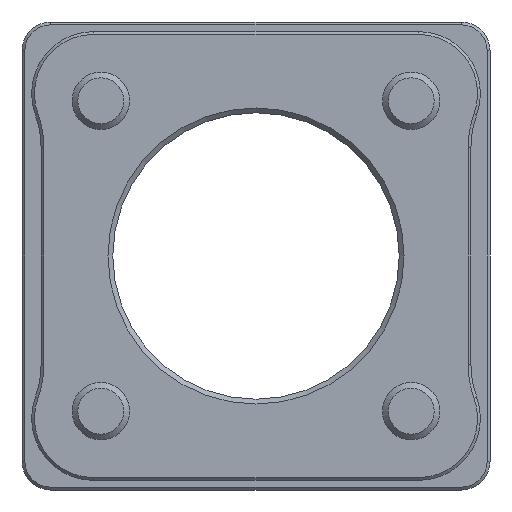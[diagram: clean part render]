
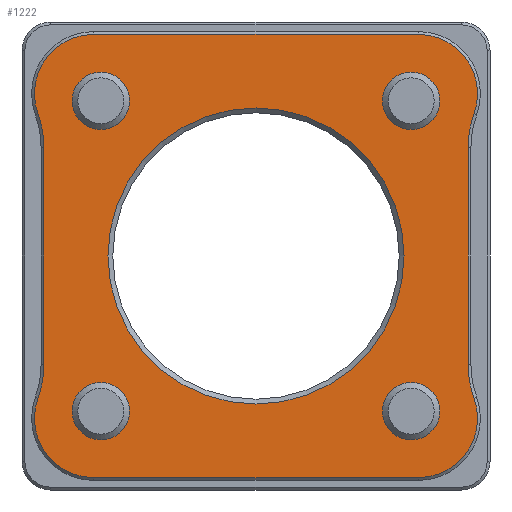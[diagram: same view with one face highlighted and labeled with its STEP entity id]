
A CAD part, front view. The second image highlights one B-rep face of the part: STEP entity #1222.
In plain terms, the highlighted planar face has unit normal (0, -1, 0).
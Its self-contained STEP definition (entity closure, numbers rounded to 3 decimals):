
#46=LINE('',#1930,#130);
#47=LINE('',#1936,#131);
#48=LINE('',#1942,#132);
#49=LINE('',#1948,#133);
#130=VECTOR('',#1497,34.);
#131=VECTOR('',#1502,22.651);
#132=VECTOR('',#1507,34.);
#133=VECTOR('',#1512,22.651);
#214=PLANE('',#1316);
#252=FACE_BOUND('',#378,.T.);
#253=FACE_BOUND('',#379,.T.);
#254=FACE_BOUND('',#380,.T.);
#255=FACE_BOUND('',#381,.T.);
#256=FACE_BOUND('',#382,.T.);
#286=FACE_OUTER_BOUND('',#377,.T.);
#377=EDGE_LOOP('',(#865,#866,#867,#868,#869,#870,#871,#872,#873,#874,#875,
#876));
#378=EDGE_LOOP('',(#877));
#379=EDGE_LOOP('',(#878));
#380=EDGE_LOOP('',(#879));
#381=EDGE_LOOP('',(#880));
#382=EDGE_LOOP('',(#881));
#500=CIRCLE('',#1315,15.5);
#501=CIRCLE('',#1317,6.2);
#502=CIRCLE('',#1318,10.4);
#503=CIRCLE('',#1319,10.4);
#504=CIRCLE('',#1320,6.2);
#505=CIRCLE('',#1321,6.2);
#506=CIRCLE('',#1322,10.4);
#507=CIRCLE('',#1323,10.4);
#508=CIRCLE('',#1324,6.2);
#509=CIRCLE('',#1325,3.);
#510=CIRCLE('',#1326,3.);
#511=CIRCLE('',#1327,3.);
#512=CIRCLE('',#1328,3.);
#584=VERTEX_POINT('',#1925);
#585=VERTEX_POINT('',#1928);
#586=VERTEX_POINT('',#1929);
#587=VERTEX_POINT('',#1931);
#588=VERTEX_POINT('',#1933);
#589=VERTEX_POINT('',#1935);
#590=VERTEX_POINT('',#1937);
#591=VERTEX_POINT('',#1939);
#592=VERTEX_POINT('',#1941);
#593=VERTEX_POINT('',#1943);
#594=VERTEX_POINT('',#1945);
#595=VERTEX_POINT('',#1947);
#596=VERTEX_POINT('',#1949);
#597=VERTEX_POINT('',#1952);
#598=VERTEX_POINT('',#1954);
#599=VERTEX_POINT('',#1956);
#600=VERTEX_POINT('',#1958);
#696=EDGE_CURVE('',#584,#584,#500,.T.);
#697=EDGE_CURVE('',#585,#586,#46,.T.);
#698=EDGE_CURVE('',#587,#585,#501,.T.);
#699=EDGE_CURVE('',#588,#587,#502,.T.);
#700=EDGE_CURVE('',#589,#588,#47,.T.);
#701=EDGE_CURVE('',#590,#589,#503,.T.);
#702=EDGE_CURVE('',#591,#590,#504,.T.);
#703=EDGE_CURVE('',#592,#591,#48,.T.);
#704=EDGE_CURVE('',#593,#592,#505,.T.);
#705=EDGE_CURVE('',#594,#593,#506,.T.);
#706=EDGE_CURVE('',#595,#594,#49,.T.);
#707=EDGE_CURVE('',#596,#595,#507,.T.);
#708=EDGE_CURVE('',#586,#596,#508,.T.);
#709=EDGE_CURVE('',#597,#597,#509,.T.);
#710=EDGE_CURVE('',#598,#598,#510,.T.);
#711=EDGE_CURVE('',#599,#599,#511,.T.);
#712=EDGE_CURVE('',#600,#600,#512,.T.);
#865=ORIENTED_EDGE('',*,*,#697,.F.);
#866=ORIENTED_EDGE('',*,*,#698,.F.);
#867=ORIENTED_EDGE('',*,*,#699,.F.);
#868=ORIENTED_EDGE('',*,*,#700,.F.);
#869=ORIENTED_EDGE('',*,*,#701,.F.);
#870=ORIENTED_EDGE('',*,*,#702,.F.);
#871=ORIENTED_EDGE('',*,*,#703,.F.);
#872=ORIENTED_EDGE('',*,*,#704,.F.);
#873=ORIENTED_EDGE('',*,*,#705,.F.);
#874=ORIENTED_EDGE('',*,*,#706,.F.);
#875=ORIENTED_EDGE('',*,*,#707,.F.);
#876=ORIENTED_EDGE('',*,*,#708,.F.);
#877=ORIENTED_EDGE('',*,*,#709,.T.);
#878=ORIENTED_EDGE('',*,*,#710,.T.);
#879=ORIENTED_EDGE('',*,*,#711,.T.);
#880=ORIENTED_EDGE('',*,*,#712,.T.);
#881=ORIENTED_EDGE('',*,*,#696,.F.);
#1222=ADVANCED_FACE('',(#286,#252,#253,#254,#255,#256),#214,.F.);
#1315=AXIS2_PLACEMENT_3D('',#1926,#1493,#1494);
#1316=AXIS2_PLACEMENT_3D('',#1927,#1495,#1496);
#1317=AXIS2_PLACEMENT_3D('',#1932,#1498,#1499);
#1318=AXIS2_PLACEMENT_3D('',#1934,#1500,#1501);
#1319=AXIS2_PLACEMENT_3D('',#1938,#1503,#1504);
#1320=AXIS2_PLACEMENT_3D('',#1940,#1505,#1506);
#1321=AXIS2_PLACEMENT_3D('',#1944,#1508,#1509);
#1322=AXIS2_PLACEMENT_3D('',#1946,#1510,#1511);
#1323=AXIS2_PLACEMENT_3D('',#1950,#1513,#1514);
#1324=AXIS2_PLACEMENT_3D('',#1951,#1515,#1516);
#1325=AXIS2_PLACEMENT_3D('',#1953,#1517,#1518);
#1326=AXIS2_PLACEMENT_3D('',#1955,#1519,#1520);
#1327=AXIS2_PLACEMENT_3D('',#1957,#1521,#1522);
#1328=AXIS2_PLACEMENT_3D('',#1959,#1523,#1524);
#1493=DIRECTION('center_axis',(0.,-1.,0.));
#1494=DIRECTION('ref_axis',(-1.,0.,0.));
#1495=DIRECTION('center_axis',(0.,1.,0.));
#1496=DIRECTION('ref_axis',(0.,0.,1.));
#1497=DIRECTION('',(1.,0.,0.));
#1498=DIRECTION('center_axis',(0.,1.,0.));
#1499=DIRECTION('ref_axis',(-0.94,0.,-0.342));
#1500=DIRECTION('center_axis',(0.,-1.,0.));
#1501=DIRECTION('ref_axis',(0.94,0.,0.342));
#1502=DIRECTION('',(0.,0.,1.));
#1503=DIRECTION('center_axis',(0.,-1.,0.));
#1504=DIRECTION('ref_axis',(1.,0.,0.));
#1505=DIRECTION('center_axis',(0.,1.,0.));
#1506=DIRECTION('ref_axis',(0.,0.,-1.));
#1507=DIRECTION('',(-1.,0.,0.));
#1508=DIRECTION('center_axis',(0.,1.,0.));
#1509=DIRECTION('ref_axis',(0.94,0.,0.342));
#1510=DIRECTION('center_axis',(0.,-1.,0.));
#1511=DIRECTION('ref_axis',(-0.94,0.,-0.342));
#1512=DIRECTION('',(0.,0.,-1.));
#1513=DIRECTION('center_axis',(0.,-1.,0.));
#1514=DIRECTION('ref_axis',(-1.,0.,0.));
#1515=DIRECTION('center_axis',(0.,1.,0.));
#1516=DIRECTION('ref_axis',(0.,0.,1.));
#1517=DIRECTION('center_axis',(0.,1.,0.));
#1518=DIRECTION('ref_axis',(-1.,0.,0.));
#1519=DIRECTION('center_axis',(0.,1.,0.));
#1520=DIRECTION('ref_axis',(-1.,0.,0.));
#1521=DIRECTION('center_axis',(0.,1.,0.));
#1522=DIRECTION('ref_axis',(-1.,0.,0.));
#1523=DIRECTION('center_axis',(0.,1.,0.));
#1524=DIRECTION('ref_axis',(-1.,0.,0.));
#1925=CARTESIAN_POINT('',(15.5,0.,0.));
#1926=CARTESIAN_POINT('Origin',(0.,0.,0.));
#1927=CARTESIAN_POINT('Origin',(0.,0.,0.));
#1928=CARTESIAN_POINT('',(-17.,0.,23.2));
#1929=CARTESIAN_POINT('',(17.,0.,23.2));
#1930=CARTESIAN_POINT('',(-8.5,0.,23.2));
#1931=CARTESIAN_POINT('',(-22.827,0.,14.881));
#1932=CARTESIAN_POINT('Origin',(-17.,0.,17.));
#1933=CARTESIAN_POINT('',(-22.2,0.,11.325));
#1934=CARTESIAN_POINT('Origin',(-32.6,0.,11.325));
#1935=CARTESIAN_POINT('',(-22.2,0.,-11.325));
#1936=CARTESIAN_POINT('',(-22.2,0.,-5.663));
#1937=CARTESIAN_POINT('',(-22.827,0.,-14.881));
#1938=CARTESIAN_POINT('Origin',(-32.6,0.,-11.325));
#1939=CARTESIAN_POINT('',(-17.,0.,-23.2));
#1940=CARTESIAN_POINT('Origin',(-17.,0.,-17.));
#1941=CARTESIAN_POINT('',(17.,0.,-23.2));
#1942=CARTESIAN_POINT('',(8.5,0.,-23.2));
#1943=CARTESIAN_POINT('',(22.827,0.,-14.881));
#1944=CARTESIAN_POINT('Origin',(17.,0.,-17.));
#1945=CARTESIAN_POINT('',(22.2,0.,-11.325));
#1946=CARTESIAN_POINT('Origin',(32.6,0.,-11.325));
#1947=CARTESIAN_POINT('',(22.2,0.,11.325));
#1948=CARTESIAN_POINT('',(22.2,0.,5.663));
#1949=CARTESIAN_POINT('',(22.827,0.,14.881));
#1950=CARTESIAN_POINT('Origin',(32.6,0.,11.325));
#1951=CARTESIAN_POINT('Origin',(17.,0.,17.));
#1952=CARTESIAN_POINT('',(-13.25,0.,-16.25));
#1953=CARTESIAN_POINT('Origin',(-16.25,0.,-16.25));
#1954=CARTESIAN_POINT('',(-13.25,0.,16.25));
#1955=CARTESIAN_POINT('Origin',(-16.25,0.,16.25));
#1956=CARTESIAN_POINT('',(19.25,0.,16.25));
#1957=CARTESIAN_POINT('Origin',(16.25,0.,16.25));
#1958=CARTESIAN_POINT('',(19.25,0.,-16.25));
#1959=CARTESIAN_POINT('Origin',(16.25,0.,-16.25));
